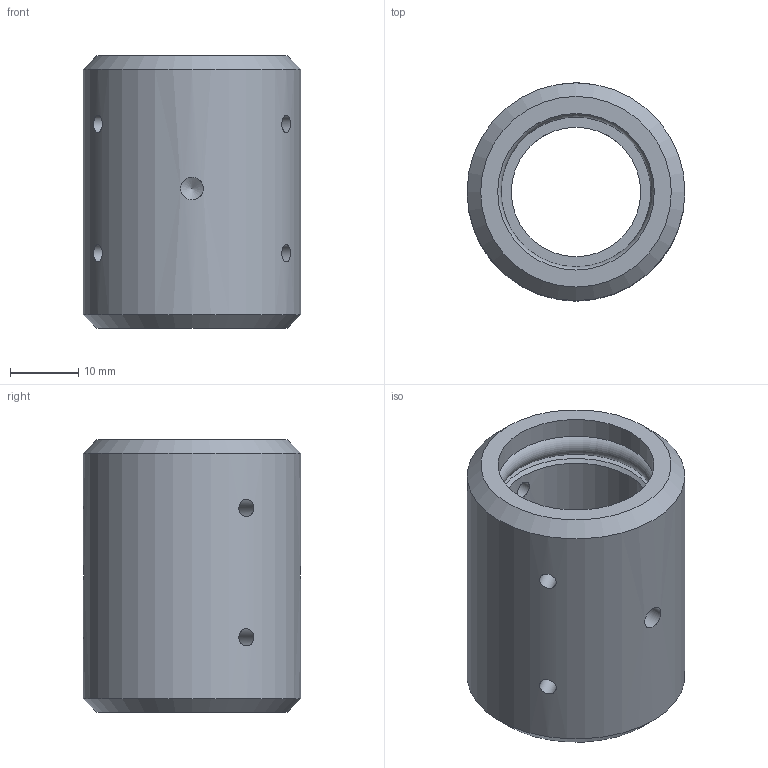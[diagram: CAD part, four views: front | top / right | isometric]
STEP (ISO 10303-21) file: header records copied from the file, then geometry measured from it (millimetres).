
FILE_DESCRIPTION(/* description */ (''),/* implementation_level */ '2;1');
FILE_NAME(/* name */ 'XYND-TUBE-HOLDv1.0.step',/* time_stamp */ '2022-10-27T13:50:41+03:00',/* author */ (''),/* organization */ (''),/* preprocessor_version */ 'ST-DEVELOPER v19',/* originating_system */ 'Autodesk Translation Framework v11.7.0.108',/* authorisation */ '');
FILE_SCHEMA (('AUTOMOTIVE_DESIGN { 1 0 10303 214 3 1 1 }'));
Length unit declared in the file: millimetre
Products named in the file (3): XY-INDUSTRIAL; XYIND-13-00; OR 22.00/3.5 (1)
Assembly tree (3 placements, depth 2):
  XY-INDUSTRIAL
    XYIND-13-00
    OR 22.00/3.5 (1)  x2
Bounding box: 32 x 32 x 40 mm (x, y, z)
Volume: 15960.9 mm3; surface area: 10657.4 mm2
Topology: 3 solids, 3 shells, 32 faces, 83 edges, 58 vertices
Faces by surface type: cylinder 16, plane 8, cone 6, torus 2
Full cylindrical faces by diameter (mm): 2.529 x6, 3.332 x2, 19 x1, 22 x2, 23 x2, 28.7 x2, 32 x1
Entity records: 1674 total; most frequent: CARTESIAN_POINT 757, ORIENTED_EDGE 158, DIRECTION 153, EDGE_CURVE 79, AXIS2_PLACEMENT_3D 65, VERTEX_POINT 57, EDGE_LOOP 52, FACE_OUTER_BOUND 31
